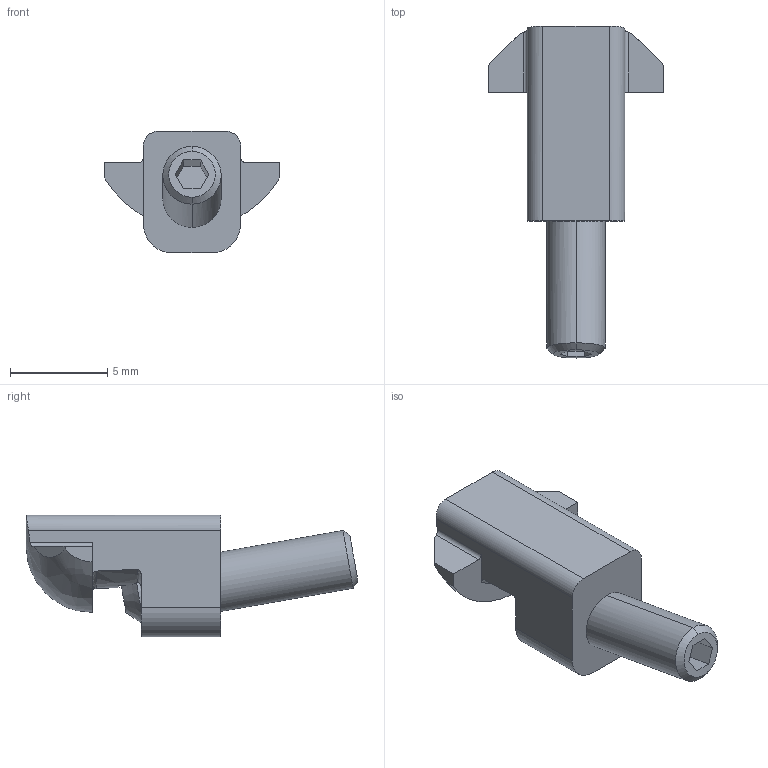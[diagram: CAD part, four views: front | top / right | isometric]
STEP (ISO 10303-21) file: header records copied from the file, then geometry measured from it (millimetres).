
FILE_DESCRIPTION (( 'STEP AP203' ), '1' );
FILE_NAME ('251005020_c_1.STEP', '2023-01-26T04:12:29', ( '' ), ( '' ), 'SwSTEP 2.0', 'SolidWorks 2014', '' );
FILE_SCHEMA (( 'CONFIG_CONTROL_DESIGN' ));
Length unit declared in the file: millimetre
Products named in the file (1): 251005020_c_1
Bounding box: 9 x 17.02 x 6.25 mm (x, y, z)
Volume: 295 mm3; surface area: 343.4 mm2
Topology: 1 solids, 1 shells, 46 faces, 125 edges, 81 vertices
Faces by surface type: plane 23, cylinder 11, cone 7, bspline 5
Entity records: 1700 total; most frequent: CARTESIAN_POINT 557, ORIENTED_EDGE 246, DIRECTION 190, EDGE_CURVE 123, VERTEX_POINT 81, AXIS2_PLACEMENT_3D 66, LINE 58, VECTOR 58
